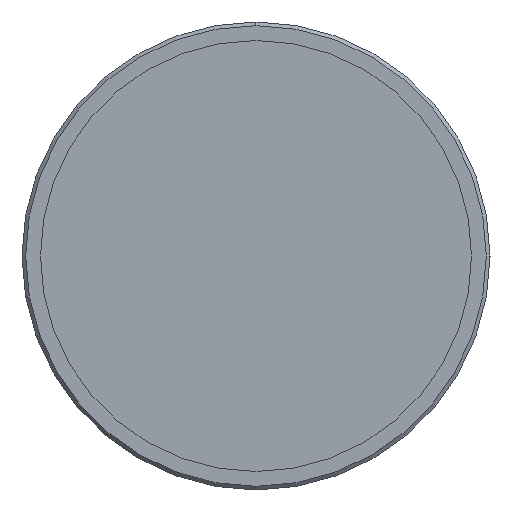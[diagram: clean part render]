
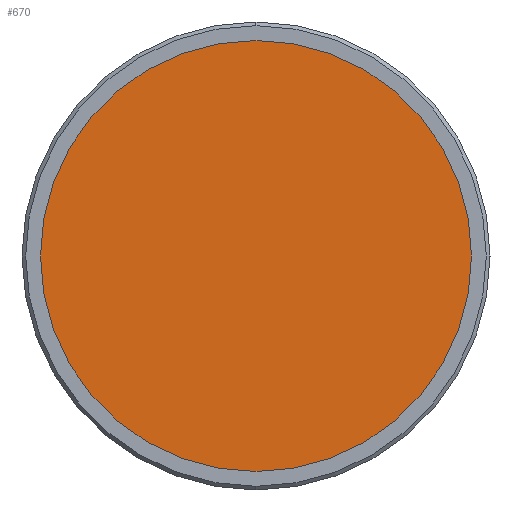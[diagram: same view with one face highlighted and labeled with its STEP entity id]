
A CAD part, left-side view. The second image highlights one B-rep face of the part: STEP entity #670.
In plain terms, the highlighted planar face has unit normal (-1, 0, 0).
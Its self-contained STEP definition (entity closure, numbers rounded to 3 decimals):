
#18 = VERTEX_POINT ( 'NONE', #702 ) ;
#59 = DIRECTION ( 'NONE',  ( -1., 0., 0. ) ) ;
#63 = CIRCLE ( 'NONE', #687, 17.5 ) ;
#68 = DIRECTION ( 'NONE',  ( -1., 0., 0. ) ) ;
#104 = ORIENTED_EDGE ( 'NONE', *, *, #416, .T. ) ;
#168 = DIRECTION ( 'NONE',  ( -1., 0., 0. ) ) ;
#174 = FACE_OUTER_BOUND ( 'NONE', #399, .T. ) ;
#191 = ORIENTED_EDGE ( 'NONE', *, *, #400, .T. ) ;
#201 = CARTESIAN_POINT ( 'NONE',  ( 2.5, 0., 0. ) ) ;
#318 = CARTESIAN_POINT ( 'NONE',  ( 2.5, 0., -17.5 ) ) ;
#321 = VERTEX_POINT ( 'NONE', #318 ) ;
#399 = EDGE_LOOP ( 'NONE', ( #104, #191 ) ) ;
#400 = EDGE_CURVE ( 'NONE', #321, #18, #63, .T. ) ;
#416 = EDGE_CURVE ( 'NONE', #18, #321, #898, .T. ) ;
#475 = CARTESIAN_POINT ( 'NONE',  ( 2.5, 0., 0. ) ) ;
#535 = DIRECTION ( 'NONE',  ( 0., 0., 1. ) ) ;
#578 = CARTESIAN_POINT ( 'NONE',  ( 2.5, 0., 0. ) ) ;
#670 = ADVANCED_FACE ( 'NONE', ( #174 ), #787, .T. ) ;
#687 = AXIS2_PLACEMENT_3D ( 'NONE', #201, #59, #535 ) ;
#695 = AXIS2_PLACEMENT_3D ( 'NONE', #578, #168, #857 ) ;
#702 = CARTESIAN_POINT ( 'NONE',  ( 2.5, 0., 17.5 ) ) ;
#722 = AXIS2_PLACEMENT_3D ( 'NONE', #475, #68, #882 ) ;
#787 = PLANE ( 'NONE',  #695 ) ;
#857 = DIRECTION ( 'NONE',  ( 0., 0., 1. ) ) ;
#882 = DIRECTION ( 'NONE',  ( 0., 0., 1. ) ) ;
#898 = CIRCLE ( 'NONE', #722, 17.5 ) ;
